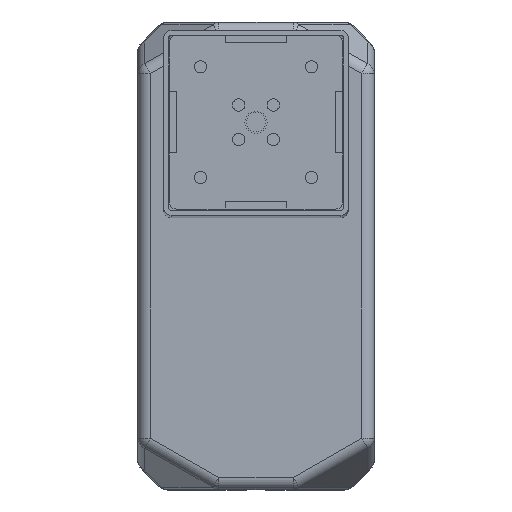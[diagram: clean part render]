
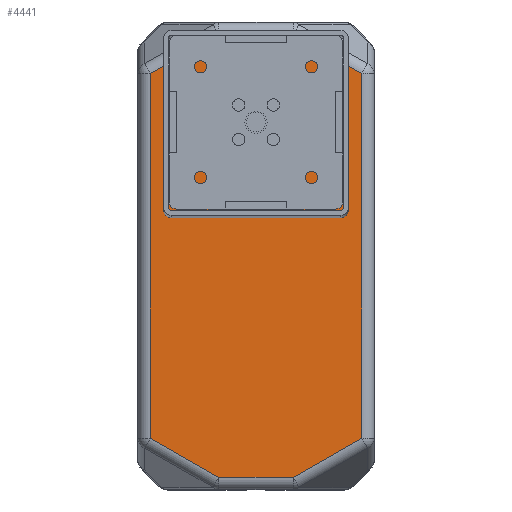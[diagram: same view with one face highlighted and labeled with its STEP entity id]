
A CAD part, top view. The second image highlights one B-rep face of the part: STEP entity #4441.
In plain terms, the highlighted planar face has unit normal (0, 0, 1).
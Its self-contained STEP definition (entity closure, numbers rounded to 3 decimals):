
#992=DIRECTION('',(-1.,0.,0.));
#993=VECTOR('',#992,30.277);
#994=CARTESIAN_POINT('',(15.139,-90.,24.));
#995=LINE('',#994,#993);
#996=DIRECTION('',(-0.868,0.496,0.));
#997=VECTOR('',#996,32.09);
#998=CARTESIAN_POINT('',(-15.139,-90.,24.));
#999=LINE('',#998,#997);
#1000=DIRECTION('',(0.,1.,0.));
#1001=VECTOR('',#1000,148.158);
#1002=CARTESIAN_POINT('',(-43.,-74.079,24.));
#1003=LINE('',#1002,#1001);
#1004=DIRECTION('',(0.868,0.496,0.));
#1005=VECTOR('',#1004,32.09);
#1006=CARTESIAN_POINT('',(-43.,74.079,24.));
#1007=LINE('',#1006,#1005);
#1008=DIRECTION('',(1.,0.,0.));
#1009=VECTOR('',#1008,30.277);
#1010=CARTESIAN_POINT('',(-15.139,90.,24.));
#1011=LINE('',#1010,#1009);
#1012=DIRECTION('',(0.868,-0.496,0.));
#1013=VECTOR('',#1012,32.09);
#1014=CARTESIAN_POINT('',(15.139,90.,24.));
#1015=LINE('',#1014,#1013);
#1016=DIRECTION('',(0.,-1.,0.));
#1017=VECTOR('',#1016,148.158);
#1018=CARTESIAN_POINT('',(43.,74.079,24.));
#1019=LINE('',#1018,#1017);
#1020=DIRECTION('',(-0.868,-0.496,0.));
#1021=VECTOR('',#1020,32.089);
#1022=CARTESIAN_POINT('',(43.,-74.079,24.));
#1023=LINE('',#1022,#1021);
#1024=DIRECTION('',(1.,0.,0.));
#1025=VECTOR('',#1024,32.);
#1026=CARTESIAN_POINT('',(-16.,37.,24.));
#1027=LINE('',#1026,#1025);
#1028=DIRECTION('',(0.,1.,0.));
#1029=VECTOR('',#1028,32.);
#1030=CARTESIAN_POINT('',(16.,37.,24.));
#1031=LINE('',#1030,#1029);
#1032=DIRECTION('',(-1.,0.,0.));
#1033=VECTOR('',#1032,32.);
#1034=CARTESIAN_POINT('',(16.,69.,24.));
#1035=LINE('',#1034,#1033);
#1036=DIRECTION('',(0.,-1.,0.));
#1037=VECTOR('',#1036,32.);
#1038=CARTESIAN_POINT('',(-16.,69.,24.));
#1039=LINE('',#1038,#1037);
#1040=CARTESIAN_POINT('',(25.5,53.,24.));
#1041=DIRECTION('',(0.,0.,1.));
#1042=DIRECTION('',(1.,0.,0.));
#1043=AXIS2_PLACEMENT_3D('',#1040,#1041,#1042);
#1045=CARTESIAN_POINT('',(25.5,53.,24.));
#1046=DIRECTION('',(0.,0.,1.));
#1047=DIRECTION('',(-1.,0.,0.));
#1048=AXIS2_PLACEMENT_3D('',#1045,#1046,#1047);
#1050=CARTESIAN_POINT('',(-25.5,53.,24.));
#1051=DIRECTION('',(0.,0.,1.));
#1052=DIRECTION('',(1.,0.,0.));
#1053=AXIS2_PLACEMENT_3D('',#1050,#1051,#1052);
#1055=CARTESIAN_POINT('',(-25.5,53.,24.));
#1056=DIRECTION('',(0.,0.,1.));
#1057=DIRECTION('',(-1.,0.,0.));
#1058=AXIS2_PLACEMENT_3D('',#1055,#1056,#1057);
#2910=CARTESIAN_POINT('',(-15.139,-90.,
24.));
#2911=VERTEX_POINT('',#2910);
#2912=CARTESIAN_POINT('',(15.139,-90.,24.));
#2913=VERTEX_POINT('',#2912);
#2926=CARTESIAN_POINT('',(-43.,-74.079,24.));
#2927=VERTEX_POINT('',#2926);
#3029=CARTESIAN_POINT('',(-15.139,90.,24.));
#3030=VERTEX_POINT('',#3029);
#3031=CARTESIAN_POINT('',(-43.,74.079,24.));
#3032=VERTEX_POINT('',#3031);
#3033=CARTESIAN_POINT('',(15.139,90.,24.));
#3034=VERTEX_POINT('',#3033);
#3035=CARTESIAN_POINT('',(43.,74.079,24.));
#3036=VERTEX_POINT('',#3035);
#3037=CARTESIAN_POINT('',(43.,-74.079,24.));
#3038=VERTEX_POINT('',#3037);
#3039=CARTESIAN_POINT('',(-16.,37.,24.));
#3040=CARTESIAN_POINT('',(16.,37.,24.));
#3041=VERTEX_POINT('',#3039);
#3042=VERTEX_POINT('',#3040);
#3043=CARTESIAN_POINT('',(16.,69.,24.));
#3044=VERTEX_POINT('',#3043);
#3045=CARTESIAN_POINT('',(-16.,69.,24.));
#3046=VERTEX_POINT('',#3045);
#3047=CARTESIAN_POINT('',(27.65,53.,24.));
#3048=CARTESIAN_POINT('',(23.35,53.,24.));
#3049=VERTEX_POINT('',#3047);
#3050=VERTEX_POINT('',#3048);
#3051=CARTESIAN_POINT('',(-23.35,53.,24.));
#3052=CARTESIAN_POINT('',(-27.65,53.,24.));
#3053=VERTEX_POINT('',#3051);
#3054=VERTEX_POINT('',#3052);
#4399=CARTESIAN_POINT('',(-48.,-95.,24.));
#4400=DIRECTION('',(0.,0.,1.));
#4401=DIRECTION('',(1.,0.,0.));
#4402=AXIS2_PLACEMENT_3D('',#4399,#4400,#4401);
#4403=PLANE('',#4402);
#4404=ORIENTED_EDGE('',*,*,#3943,.T.);
#4405=ORIENTED_EDGE('',*,*,#4005,.T.);
#4407=ORIENTED_EDGE('',*,*,#4406,.T.);
#4408=ORIENTED_EDGE('',*,*,#4392,.T.);
#4410=ORIENTED_EDGE('',*,*,#4409,.T.);
#4412=ORIENTED_EDGE('',*,*,#4411,.T.);
#4414=ORIENTED_EDGE('',*,*,#4413,.T.);
#4416=ORIENTED_EDGE('',*,*,#4415,.T.);
#4417=EDGE_LOOP('',(#4404,#4405,#4407,#4408,#4410,#4412,#4414,#4416));
#4418=FACE_OUTER_BOUND('',#4417,.F.);
#4420=ORIENTED_EDGE('',*,*,#4419,.T.);
#4422=ORIENTED_EDGE('',*,*,#4421,.T.);
#4424=ORIENTED_EDGE('',*,*,#4423,.T.);
#4426=ORIENTED_EDGE('',*,*,#4425,.T.);
#4427=EDGE_LOOP('',(#4420,#4422,#4424,#4426));
#4428=FACE_BOUND('',#4427,.F.);
#4430=ORIENTED_EDGE('',*,*,#4429,.T.);
#4432=ORIENTED_EDGE('',*,*,#4431,.T.);
#4433=EDGE_LOOP('',(#4430,#4432));
#4434=FACE_BOUND('',#4433,.F.);
#4436=ORIENTED_EDGE('',*,*,#4435,.T.);
#4438=ORIENTED_EDGE('',*,*,#4437,.T.);
#4439=EDGE_LOOP('',(#4436,#4438));
#4440=FACE_BOUND('',#4439,.F.);
#4441=ADVANCED_FACE('',(#4418,#4428,#4434,#4440),#4403,.T.);
#1044=CIRCLE('',#1043,2.15);
#1049=CIRCLE('',#1048,2.15);
#1054=CIRCLE('',#1053,2.15);
#1059=CIRCLE('',#1058,2.15);
#3943=EDGE_CURVE('',#2913,#2911,#995,.T.);
#4005=EDGE_CURVE('',#2911,#2927,#999,.T.);
#4392=EDGE_CURVE('',#3032,#3030,#1007,.T.);
#4406=EDGE_CURVE('',#2927,#3032,#1003,.T.);
#4409=EDGE_CURVE('',#3030,#3034,#1011,.T.);
#4411=EDGE_CURVE('',#3034,#3036,#1015,.T.);
#4413=EDGE_CURVE('',#3036,#3038,#1019,.T.);
#4415=EDGE_CURVE('',#3038,#2913,#1023,.T.);
#4419=EDGE_CURVE('',#3041,#3042,#1027,.T.);
#4421=EDGE_CURVE('',#3042,#3044,#1031,.T.);
#4423=EDGE_CURVE('',#3044,#3046,#1035,.T.);
#4425=EDGE_CURVE('',#3046,#3041,#1039,.T.);
#4429=EDGE_CURVE('',#3049,#3050,#1044,.T.);
#4431=EDGE_CURVE('',#3050,#3049,#1049,.T.);
#4435=EDGE_CURVE('',#3053,#3054,#1054,.T.);
#4437=EDGE_CURVE('',#3054,#3053,#1059,.T.);
